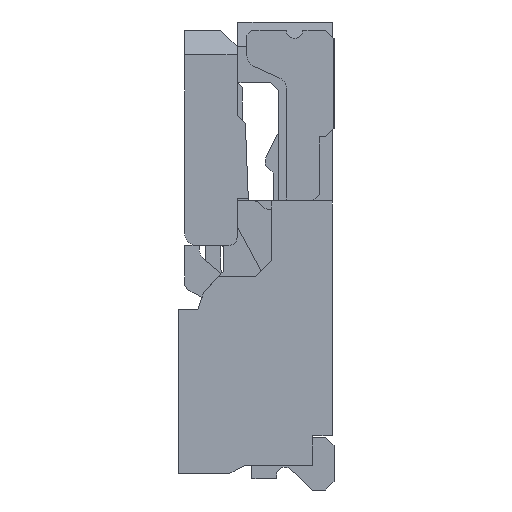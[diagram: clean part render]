
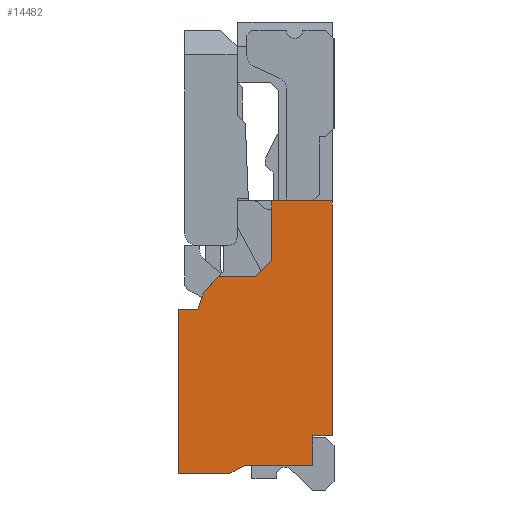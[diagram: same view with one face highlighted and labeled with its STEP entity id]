
A CAD part, left-side view. The second image highlights one B-rep face of the part: STEP entity #14482.
In plain terms, the highlighted planar face has unit normal (-1, 0, 0).
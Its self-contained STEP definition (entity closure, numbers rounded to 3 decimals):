
#1=DIRECTION('',(0.,-1.,0.));
#2=VECTOR('',#1,0.223);
#3=CARTESIAN_POINT('',(-2.475,0.693,-0.46));
#4=LINE('',#3,#2);
#5=DIRECTION('',(0.,-0.707,0.707));
#6=VECTOR('',#5,0.141);
#7=CARTESIAN_POINT('',(-2.475,0.47,-0.46));
#8=LINE('',#7,#6);
#9=DIRECTION('',(0.,0.,-1.));
#10=VECTOR('',#9,0.36);
#11=CARTESIAN_POINT('',(-2.475,0.37,0.));
#12=LINE('',#11,#10);
#13=DIRECTION('',(0.,0.,-1.));
#14=VECTOR('',#13,1.43);
#15=CARTESIAN_POINT('',(-2.475,0.,0.));
#16=LINE('',#15,#14);
#17=DIRECTION('',(0.,1.,0.));
#18=VECTOR('',#17,0.12);
#19=CARTESIAN_POINT('',(-2.475,0.,-1.43));
#20=LINE('',#19,#18);
#21=DIRECTION('',(0.,0.,-1.));
#22=VECTOR('',#21,0.18);
#23=CARTESIAN_POINT('',(-2.475,0.12,-1.43));
#24=LINE('',#23,#22);
#25=DIRECTION('',(0.,1.,0.));
#26=VECTOR('',#25,0.41);
#27=CARTESIAN_POINT('',(-2.475,0.12,-1.61));
#28=LINE('',#27,#26);
#29=DIRECTION('',(0.,0.894,-0.447));
#30=VECTOR('',#29,0.112);
#31=CARTESIAN_POINT('',(-2.475,0.53,-1.61));
#32=LINE('',#31,#30);
#33=DIRECTION('',(0.,1.,0.));
#34=VECTOR('',#33,0.31);
#35=CARTESIAN_POINT('',(-2.475,0.63,-1.66));
#36=LINE('',#35,#34);
#37=DIRECTION('',(0.,0.,1.));
#38=VECTOR('',#37,1.);
#39=CARTESIAN_POINT('',(-2.475,0.94,-1.66));
#40=LINE('',#39,#38);
#41=DIRECTION('',(0.,-1.,0.));
#42=VECTOR('',#41,0.12);
#43=CARTESIAN_POINT('',(-2.475,0.94,-0.66));
#44=LINE('',#43,#42);
#45=DIRECTION('',(0.,-0.33,0.944));
#46=VECTOR('',#45,0.106);
#47=CARTESIAN_POINT('',(-2.475,0.82,-0.66));
#48=LINE('',#47,#46);
#49=DIRECTION('',(0.,-0.678,0.735));
#50=VECTOR('',#49,0.136);
#51=CARTESIAN_POINT('',(-2.475,0.785,-0.56));
#52=LINE('',#51,#50);
#233=DIRECTION('',(0.,1.,0.));
#234=VECTOR('',#233,0.37);
#235=CARTESIAN_POINT('',(-2.475,0.,0.));
#236=LINE('',#235,#234);
#10899=CARTESIAN_POINT('',(-2.475,0.,-1.43));
#10900=CARTESIAN_POINT('',(-2.475,0.12,-1.43));
#10901=VERTEX_POINT('',#10899);
#10902=VERTEX_POINT('',#10900);
#10903=CARTESIAN_POINT('',(-2.475,0.12,-1.61));
#10904=VERTEX_POINT('',#10903);
#10905=CARTESIAN_POINT('',(-2.475,0.53,-1.61));
#10906=VERTEX_POINT('',#10905);
#10907=CARTESIAN_POINT('',(-2.475,0.63,-1.66));
#10908=VERTEX_POINT('',#10907);
#10909=CARTESIAN_POINT('',(-2.475,0.94,-1.66));
#10910=VERTEX_POINT('',#10909);
#10911=CARTESIAN_POINT('',(-2.475,0.94,-0.66));
#10912=VERTEX_POINT('',#10911);
#10913=CARTESIAN_POINT('',(-2.475,0.82,-0.66));
#10914=VERTEX_POINT('',#10913);
#10915=CARTESIAN_POINT('',(-2.475,0.785,-0.56));
#10916=VERTEX_POINT('',#10915);
#10979=CARTESIAN_POINT('',(-2.475,0.,0.));
#10980=VERTEX_POINT('',#10979);
#11757=CARTESIAN_POINT('',(-2.475,0.693,-0.46));
#11758=CARTESIAN_POINT('',(-2.475,0.47,-0.46));
#11759=VERTEX_POINT('',#11757);
#11760=VERTEX_POINT('',#11758);
#11761=CARTESIAN_POINT('',(-2.475,0.37,-0.36));
#11762=VERTEX_POINT('',#11761);
#11763=CARTESIAN_POINT('',(-2.475,0.37,0.));
#11764=VERTEX_POINT('',#11763);
#14447=CARTESIAN_POINT('',(-2.475,0.,0.));
#14448=DIRECTION('',(1.,0.,0.));
#14449=DIRECTION('',(0.,0.,-1.));
#14450=AXIS2_PLACEMENT_3D('',#14447,#14448,#14449);
#14451=PLANE('',#14450);
#14453=ORIENTED_EDGE('',*,*,#14452,.T.);
#14455=ORIENTED_EDGE('',*,*,#14454,.T.);
#14457=ORIENTED_EDGE('',*,*,#14456,.F.);
#14459=ORIENTED_EDGE('',*,*,#14458,.F.);
#14461=ORIENTED_EDGE('',*,*,#14460,.T.);
#14463=ORIENTED_EDGE('',*,*,#14462,.T.);
#14465=ORIENTED_EDGE('',*,*,#14464,.T.);
#14467=ORIENTED_EDGE('',*,*,#14466,.T.);
#14469=ORIENTED_EDGE('',*,*,#14468,.T.);
#14471=ORIENTED_EDGE('',*,*,#14470,.T.);
#14473=ORIENTED_EDGE('',*,*,#14472,.T.);
#14475=ORIENTED_EDGE('',*,*,#14474,.T.);
#14477=ORIENTED_EDGE('',*,*,#14476,.T.);
#14479=ORIENTED_EDGE('',*,*,#14478,.T.);
#14480=EDGE_LOOP('',(#14453,#14455,#14457,#14459,#14461,#14463,#14465,#14467,
#14469,#14471,#14473,#14475,#14477,#14479));
#14481=FACE_OUTER_BOUND('',#14480,.F.);
#14482=ADVANCED_FACE('',(#14481),#14451,.F.);
#14452=EDGE_CURVE('',#11759,#11760,#4,.T.);
#14454=EDGE_CURVE('',#11760,#11762,#8,.T.);
#14456=EDGE_CURVE('',#11764,#11762,#12,.T.);
#14458=EDGE_CURVE('',#10980,#11764,#236,.T.);
#14460=EDGE_CURVE('',#10980,#10901,#16,.T.);
#14462=EDGE_CURVE('',#10901,#10902,#20,.T.);
#14464=EDGE_CURVE('',#10902,#10904,#24,.T.);
#14466=EDGE_CURVE('',#10904,#10906,#28,.T.);
#14468=EDGE_CURVE('',#10906,#10908,#32,.T.);
#14470=EDGE_CURVE('',#10908,#10910,#36,.T.);
#14472=EDGE_CURVE('',#10910,#10912,#40,.T.);
#14474=EDGE_CURVE('',#10912,#10914,#44,.T.);
#14476=EDGE_CURVE('',#10914,#10916,#48,.T.);
#14478=EDGE_CURVE('',#10916,#11759,#52,.T.);
